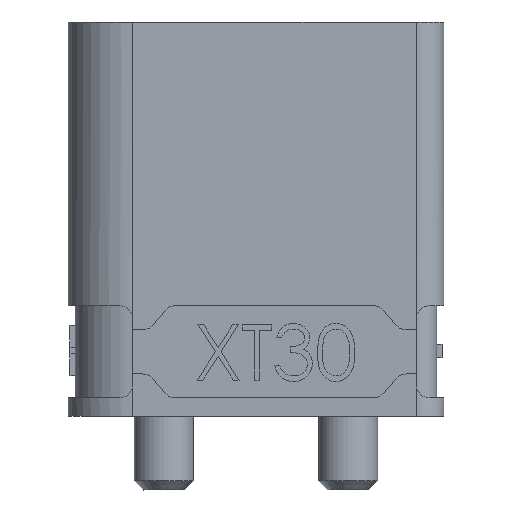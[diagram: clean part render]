
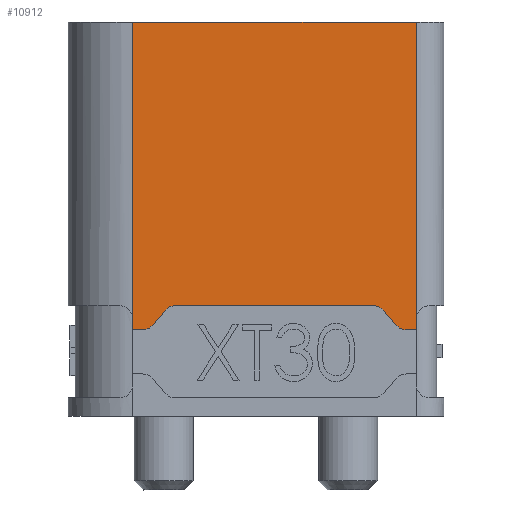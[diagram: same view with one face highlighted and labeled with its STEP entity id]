
A CAD part, left-side view. The second image highlights one B-rep face of the part: STEP entity #10912.
In plain terms, the highlighted face is planar.
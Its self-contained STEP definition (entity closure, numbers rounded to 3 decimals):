
#67 = LINE ( 'NONE', #1429, #7146 ) ;
#192 = DIRECTION ( 'NONE',  ( 0., 0., 1. ) ) ;
#282 = VECTOR ( 'NONE', #791, 1000. ) ;
#301 = VERTEX_POINT ( 'NONE', #1612 ) ;
#310 = DIRECTION ( 'NONE',  ( 0., 0., 1. ) ) ;
#476 = ORIENTED_EDGE ( 'NONE', *, *, #5280, .F. ) ;
#514 = AXIS2_PLACEMENT_3D ( 'NONE', #10137, #10208, #876 ) ;
#791 = DIRECTION ( 'NONE',  ( 0., 0.755, 0.656 ) ) ;
#876 = DIRECTION ( 'NONE',  ( 0., 0., 1. ) ) ;
#943 = EDGE_CURVE ( 'NONE', #5299, #14083, #5591, .T. ) ;
#958 = ORIENTED_EDGE ( 'NONE', *, *, #7846, .T. ) ;
#1140 = DIRECTION ( 'NONE',  ( 0., 0., 1. ) ) ;
#1301 = VERTEX_POINT ( 'NONE', #10234 ) ;
#1429 = CARTESIAN_POINT ( 'NONE',  ( 2.6, 5.35, -4.35 ) ) ;
#1520 = VERTEX_POINT ( 'NONE', #2966 ) ;
#1612 = CARTESIAN_POINT ( 'NONE',  ( 2.6, -2.88, 2.811 ) ) ;
#1641 = VERTEX_POINT ( 'NONE', #9620 ) ;
#1821 = ORIENTED_EDGE ( 'NONE', *, *, #2382, .F. ) ;
#1945 = CARTESIAN_POINT ( 'NONE',  ( 2.6, 0.647, -0.744 ) ) ;
#2226 = LINE ( 'NONE', #4235, #9015 ) ;
#2254 = CARTESIAN_POINT ( 'NONE',  ( 2.6, -3., -4.35 ) ) ;
#2272 = LINE ( 'NONE', #11899, #3415 ) ;
#2374 = LINE ( 'NONE', #6733, #4677 ) ;
#2382 = EDGE_CURVE ( 'NONE', #13991, #5299, #10998, .T. ) ;
#2489 = EDGE_CURVE ( 'NONE', #1301, #1520, #3825, .T. ) ;
#2587 = DIRECTION ( 'NONE',  ( 0., 0., -1. ) ) ;
#2608 = CARTESIAN_POINT ( 'NONE',  ( 2.6, -2.88, -3.811 ) ) ;
#2711 = CIRCLE ( 'NONE', #10249, 0.35 ) ;
#2754 = EDGE_LOOP ( 'NONE', ( #12216, #3009, #5966, #11712, #1821, #4905, #6554, #476, #4096, #958, #8409, #2807, #14208, #13763 ) ) ;
#2807 = ORIENTED_EDGE ( 'NONE', *, *, #10874, .T. ) ;
#2866 = CARTESIAN_POINT ( 'NONE',  ( 2.6, -2.7, -3.191 ) ) ;
#2966 = CARTESIAN_POINT ( 'NONE',  ( 2.6, -2.7, 3.35 ) ) ;
#3009 = ORIENTED_EDGE ( 'NONE', *, *, #5691, .T. ) ;
#3028 = EDGE_CURVE ( 'NONE', #12062, #6261, #11640, .T. ) ;
#3413 = DIRECTION ( 'NONE',  ( 0., 0., 1. ) ) ;
#3415 = VECTOR ( 'NONE', #3413, 1000. ) ;
#3825 = LINE ( 'NONE', #13371, #4512 ) ;
#4071 = EDGE_CURVE ( 'NONE', #14083, #9352, #2226, .T. ) ;
#4096 = ORIENTED_EDGE ( 'NONE', *, *, #13838, .F. ) ;
#4235 = CARTESIAN_POINT ( 'NONE',  ( 2.6, -3., 0. ) ) ;
#4279 = VECTOR ( 'NONE', #4579, 1000. ) ;
#4512 = VECTOR ( 'NONE', #8199, 1000. ) ;
#4522 = LINE ( 'NONE', #12357, #10302 ) ;
#4579 = DIRECTION ( 'NONE',  ( 0., -1., 0. ) ) ;
#4677 = VECTOR ( 'NONE', #13135, 1000. ) ;
#4823 = DIRECTION ( 'NONE',  ( -1., 0., 0. ) ) ;
#4905 = ORIENTED_EDGE ( 'NONE', *, *, #6617, .F. ) ;
#5142 = DIRECTION ( 'NONE',  ( -1., 0., 0. ) ) ;
#5207 = VECTOR ( 'NONE', #6690, 1000. ) ;
#5280 = EDGE_CURVE ( 'NONE', #1641, #1520, #4522, .T. ) ;
#5299 = VERTEX_POINT ( 'NONE', #12148 ) ;
#5502 = CARTESIAN_POINT ( 'NONE',  ( 2.6, -2.65, 3.075 ) ) ;
#5591 = LINE ( 'NONE', #11185, #4279 ) ;
#5691 = EDGE_CURVE ( 'NONE', #12062, #9352, #10612, .T. ) ;
#5757 = PLANE ( 'NONE',  #514 ) ;
#5966 = ORIENTED_EDGE ( 'NONE', *, *, #4071, .F. ) ;
#6261 = VERTEX_POINT ( 'NONE', #10914 ) ;
#6554 = ORIENTED_EDGE ( 'NONE', *, *, #2489, .T. ) ;
#6617 = EDGE_CURVE ( 'NONE', #1301, #13991, #67, .T. ) ;
#6690 = DIRECTION ( 'NONE',  ( 0., -1., 0. ) ) ;
#6733 = CARTESIAN_POINT ( 'NONE',  ( 2.6, 0.152, 0.175 ) ) ;
#6742 = VERTEX_POINT ( 'NONE', #13858 ) ;
#6831 = FACE_OUTER_BOUND ( 'NONE', #2754, .T. ) ;
#7146 = VECTOR ( 'NONE', #2587, 1000. ) ;
#7536 = AXIS2_PLACEMENT_3D ( 'NONE', #2866, #5142, #11544 ) ;
#7583 = DIRECTION ( 'NONE',  ( 1., 0., 0. ) ) ;
#7589 = VECTOR ( 'NONE', #9384, 1000. ) ;
#7685 = DIRECTION ( 'NONE',  ( 0., 1., 0. ) ) ;
#7846 = EDGE_CURVE ( 'NONE', #12898, #301, #2711, .T. ) ;
#8160 = CARTESIAN_POINT ( 'NONE',  ( 2.6, -2.35, -4.35 ) ) ;
#8199 = DIRECTION ( 'NONE',  ( 0., -1., 0. ) ) ;
#8409 = ORIENTED_EDGE ( 'NONE', *, *, #12237, .T. ) ;
#9015 = VECTOR ( 'NONE', #1140, 1000. ) ;
#9352 = VERTEX_POINT ( 'NONE', #9692 ) ;
#9384 = DIRECTION ( 'NONE',  ( 0., 0., 1. ) ) ;
#9474 = AXIS2_PLACEMENT_3D ( 'NONE', #12392, #10016, #192 ) ;
#9620 = CARTESIAN_POINT ( 'NONE',  ( 2.6, -3., 3.35 ) ) ;
#9692 = CARTESIAN_POINT ( 'NONE',  ( 2.6, -3., -4.075 ) ) ;
#9742 = DIRECTION ( 'NONE',  ( 0., 0., 1. ) ) ;
#9921 = CARTESIAN_POINT ( 'NONE',  ( 2.6, 5.35, -4.35 ) ) ;
#10016 = DIRECTION ( 'NONE',  ( 1., 0., 0. ) ) ;
#10137 = CARTESIAN_POINT ( 'NONE',  ( 2.6, 5.35, -4.35 ) ) ;
#10208 = DIRECTION ( 'NONE',  ( -1., 0., 0. ) ) ;
#10234 = CARTESIAN_POINT ( 'NONE',  ( 2.6, 5.35, 3.35 ) ) ;
#10249 = AXIS2_PLACEMENT_3D ( 'NONE', #5502, #7583, #9742 ) ;
#10282 = VERTEX_POINT ( 'NONE', #10677 ) ;
#10296 = CARTESIAN_POINT ( 'NONE',  ( 2.6, 5.35, -4.35 ) ) ;
#10302 = VECTOR ( 'NONE', #7685, 1000. ) ;
#10352 = CARTESIAN_POINT ( 'NONE',  ( 2.6, -2.7, 2.191 ) ) ;
#10579 = CIRCLE ( 'NONE', #12665, 0.35 ) ;
#10612 = CIRCLE ( 'NONE', #9474, 0.35 ) ;
#10677 = CARTESIAN_POINT ( 'NONE',  ( 2.6, -2.47, 2.455 ) ) ;
#10874 = EDGE_CURVE ( 'NONE', #10282, #13617, #10579, .T. ) ;
#10912 = ADVANCED_FACE ( 'NONE', ( #6831 ), #5757, .F. ) ;
#10914 = CARTESIAN_POINT ( 'NONE',  ( 2.6, -2.47, -3.455 ) ) ;
#10998 = LINE ( 'NONE', #9921, #5207 ) ;
#11176 = LINE ( 'NONE', #8160, #7589 ) ;
#11185 = CARTESIAN_POINT ( 'NONE',  ( 2.6, 0., -4.35 ) ) ;
#11319 = CARTESIAN_POINT ( 'NONE',  ( 2.6, -2.35, 2.191 ) ) ;
#11544 = DIRECTION ( 'NONE',  ( 0., 0., 1. ) ) ;
#11640 = LINE ( 'NONE', #1945, #282 ) ;
#11674 = EDGE_CURVE ( 'NONE', #6742, #13617, #11176, .T. ) ;
#11712 = ORIENTED_EDGE ( 'NONE', *, *, #943, .F. ) ;
#11899 = CARTESIAN_POINT ( 'NONE',  ( 2.6, -3., 0. ) ) ;
#12062 = VERTEX_POINT ( 'NONE', #2608 ) ;
#12148 = CARTESIAN_POINT ( 'NONE',  ( 2.6, -2.7, -4.35 ) ) ;
#12216 = ORIENTED_EDGE ( 'NONE', *, *, #3028, .F. ) ;
#12237 = EDGE_CURVE ( 'NONE', #301, #10282, #2374, .T. ) ;
#12357 = CARTESIAN_POINT ( 'NONE',  ( 2.6, 0., 3.35 ) ) ;
#12392 = CARTESIAN_POINT ( 'NONE',  ( 2.6, -2.65, -4.075 ) ) ;
#12665 = AXIS2_PLACEMENT_3D ( 'NONE', #10352, #4823, #310 ) ;
#12898 = VERTEX_POINT ( 'NONE', #13774 ) ;
#13135 = DIRECTION ( 'NONE',  ( 0., 0.755, -0.656 ) ) ;
#13371 = CARTESIAN_POINT ( 'NONE',  ( 2.6, 5.35, 3.35 ) ) ;
#13617 = VERTEX_POINT ( 'NONE', #11319 ) ;
#13676 = EDGE_CURVE ( 'NONE', #6742, #6261, #13747, .T. ) ;
#13747 = CIRCLE ( 'NONE', #7536, 0.35 ) ;
#13763 = ORIENTED_EDGE ( 'NONE', *, *, #13676, .T. ) ;
#13774 = CARTESIAN_POINT ( 'NONE',  ( 2.6, -3., 3.075 ) ) ;
#13838 = EDGE_CURVE ( 'NONE', #12898, #1641, #2272, .T. ) ;
#13858 = CARTESIAN_POINT ( 'NONE',  ( 2.6, -2.35, -3.191 ) ) ;
#13991 = VERTEX_POINT ( 'NONE', #10296 ) ;
#14083 = VERTEX_POINT ( 'NONE', #2254 ) ;
#14208 = ORIENTED_EDGE ( 'NONE', *, *, #11674, .F. ) ;
